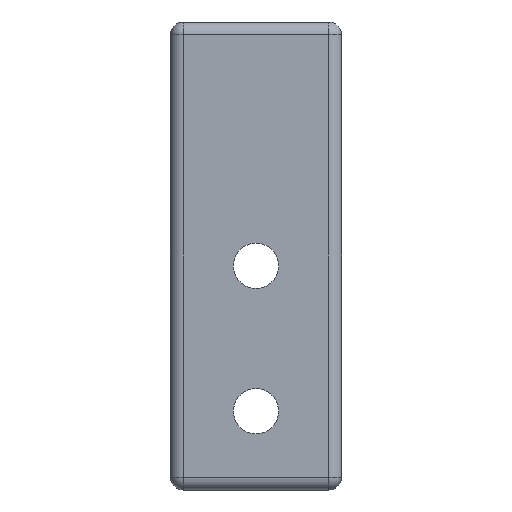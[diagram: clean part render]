
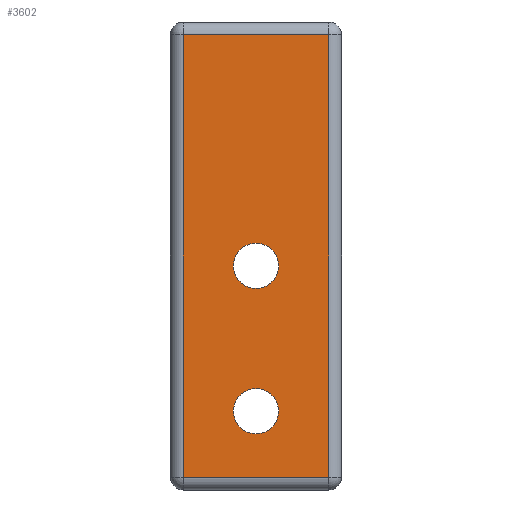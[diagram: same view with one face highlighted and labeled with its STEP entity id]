
A CAD part, front view. The second image highlights one B-rep face of the part: STEP entity #3602.
In plain terms, the highlighted planar face has unit normal (0, -1, 0).
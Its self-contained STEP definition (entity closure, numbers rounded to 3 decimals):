
#63 = CARTESIAN_POINT ( 'NONE',  ( 0., 0., -18.5 ) ) ;
#234 = DIRECTION ( 'NONE',  ( 0., 0., 1. ) ) ;
#392 = CARTESIAN_POINT ( 'NONE',  ( -8.5, 0., -43.2 ) ) ;
#426 = VERTEX_POINT ( 'NONE', #3116 ) ;
#480 = CIRCLE ( 'NONE', #2797, 2.65 ) ;
#485 = EDGE_CURVE ( 'NONE', #3598, #5401, #5193, .T. ) ;
#527 = CARTESIAN_POINT ( 'NONE',  ( 0., 0., -35.5 ) ) ;
#632 = LINE ( 'NONE', #3177, #1991 ) ;
#712 = FACE_BOUND ( 'NONE', #3777, .T. ) ;
#877 = DIRECTION ( 'NONE',  ( 0., 1., 0. ) ) ;
#1013 = EDGE_CURVE ( 'NONE', #2273, #2447, #4483, .T. ) ;
#1195 = CARTESIAN_POINT ( 'NONE',  ( 0., 0., -21.15 ) ) ;
#1515 = CARTESIAN_POINT ( 'NONE',  ( 8.5, 0., 0. ) ) ;
#1578 = LINE ( 'NONE', #1953, #2487 ) ;
#1580 = FACE_BOUND ( 'NONE', #3183, .T. ) ;
#1679 = ORIENTED_EDGE ( 'NONE', *, *, #5065, .T. ) ;
#1757 = DIRECTION ( 'NONE',  ( 0., 0., -1. ) ) ;
#1784 = DIRECTION ( 'NONE',  ( 0., 0., 1. ) ) ;
#1785 = CARTESIAN_POINT ( 'NONE',  ( -8.5, 0., 8.5 ) ) ;
#1953 = CARTESIAN_POINT ( 'NONE',  ( 0., 0., 8.5 ) ) ;
#1989 = VERTEX_POINT ( 'NONE', #392 ) ;
#1991 = VECTOR ( 'NONE', #4951, 1000. ) ;
#2015 = VERTEX_POINT ( 'NONE', #3885 ) ;
#2038 = EDGE_CURVE ( 'NONE', #2447, #2273, #3625, .T. ) ;
#2071 = VECTOR ( 'NONE', #5348, 1000. ) ;
#2186 = DIRECTION ( 'NONE',  ( 0., 0., 1. ) ) ;
#2220 = DIRECTION ( 'NONE',  ( 0., 1., 0. ) ) ;
#2273 = VERTEX_POINT ( 'NONE', #4019 ) ;
#2394 = CARTESIAN_POINT ( 'NONE',  ( 0., 0., 0. ) ) ;
#2447 = VERTEX_POINT ( 'NONE', #5195 ) ;
#2464 = ORIENTED_EDGE ( 'NONE', *, *, #485, .T. ) ;
#2487 = VECTOR ( 'NONE', #3591, 1000. ) ;
#2611 = DIRECTION ( 'NONE',  ( 0., 1., 0. ) ) ;
#2797 = AXIS2_PLACEMENT_3D ( 'NONE', #63, #2611, #2186 ) ;
#2805 = CARTESIAN_POINT ( 'NONE',  ( 0., 0., -15.85 ) ) ;
#2868 = ORIENTED_EDGE ( 'NONE', *, *, #2958, .T. ) ;
#2958 = EDGE_CURVE ( 'NONE', #2015, #4466, #1578, .T. ) ;
#3005 = CARTESIAN_POINT ( 'NONE',  ( -8.5, 0., 0. ) ) ;
#3116 = CARTESIAN_POINT ( 'NONE',  ( 8.5, 0., -43.2 ) ) ;
#3177 = CARTESIAN_POINT ( 'NONE',  ( 0., 0., -43.2 ) ) ;
#3183 = EDGE_LOOP ( 'NONE', ( #4848, #3754 ) ) ;
#3528 = LINE ( 'NONE', #3005, #4652 ) ;
#3529 = CARTESIAN_POINT ( 'NONE',  ( 0., 0., -35.5 ) ) ;
#3591 = DIRECTION ( 'NONE',  ( -1., 0., 0. ) ) ;
#3598 = VERTEX_POINT ( 'NONE', #1195 ) ;
#3602 = ADVANCED_FACE ( 'NONE', ( #3726, #1580, #712 ), #5452, .F. ) ;
#3625 = CIRCLE ( 'NONE', #5420, 2.65 ) ;
#3632 = LINE ( 'NONE', #1515, #2071 ) ;
#3726 = FACE_OUTER_BOUND ( 'NONE', #4538, .T. ) ;
#3754 = ORIENTED_EDGE ( 'NONE', *, *, #1013, .T. ) ;
#3777 = EDGE_LOOP ( 'NONE', ( #3817, #2464 ) ) ;
#3788 = ORIENTED_EDGE ( 'NONE', *, *, #4441, .T. ) ;
#3817 = ORIENTED_EDGE ( 'NONE', *, *, #4505, .T. ) ;
#3878 = DIRECTION ( 'NONE',  ( 0., 0., 1. ) ) ;
#3885 = CARTESIAN_POINT ( 'NONE',  ( 8.5, 0., 8.5 ) ) ;
#3912 = DIRECTION ( 'NONE',  ( 0., 0., 1. ) ) ;
#4019 = CARTESIAN_POINT ( 'NONE',  ( 0., 0., -38.15 ) ) ;
#4133 = AXIS2_PLACEMENT_3D ( 'NONE', #5146, #877, #1784 ) ;
#4441 = EDGE_CURVE ( 'NONE', #4466, #1989, #3528, .T. ) ;
#4466 = VERTEX_POINT ( 'NONE', #1785 ) ;
#4483 = CIRCLE ( 'NONE', #5216, 2.65 ) ;
#4505 = EDGE_CURVE ( 'NONE', #5401, #3598, #480, .T. ) ;
#4538 = EDGE_LOOP ( 'NONE', ( #1679, #5396, #2868, #3788 ) ) ;
#4652 = VECTOR ( 'NONE', #1757, 1000. ) ;
#4848 = ORIENTED_EDGE ( 'NONE', *, *, #2038, .T. ) ;
#4862 = EDGE_CURVE ( 'NONE', #426, #2015, #3632, .T. ) ;
#4951 = DIRECTION ( 'NONE',  ( 1., 0., 0. ) ) ;
#5005 = DIRECTION ( 'NONE',  ( 0., 1., 0. ) ) ;
#5065 = EDGE_CURVE ( 'NONE', #1989, #426, #632, .T. ) ;
#5077 = AXIS2_PLACEMENT_3D ( 'NONE', #2394, #5005, #234 ) ;
#5146 = CARTESIAN_POINT ( 'NONE',  ( 0., 0., -18.5 ) ) ;
#5193 = CIRCLE ( 'NONE', #4133, 2.65 ) ;
#5195 = CARTESIAN_POINT ( 'NONE',  ( 0., 0., -32.85 ) ) ;
#5216 = AXIS2_PLACEMENT_3D ( 'NONE', #3529, #5239, #3878 ) ;
#5239 = DIRECTION ( 'NONE',  ( 0., 1., 0. ) ) ;
#5348 = DIRECTION ( 'NONE',  ( 0., 0., 1. ) ) ;
#5396 = ORIENTED_EDGE ( 'NONE', *, *, #4862, .T. ) ;
#5401 = VERTEX_POINT ( 'NONE', #2805 ) ;
#5420 = AXIS2_PLACEMENT_3D ( 'NONE', #527, #2220, #3912 ) ;
#5452 = PLANE ( 'NONE',  #5077 ) ;
